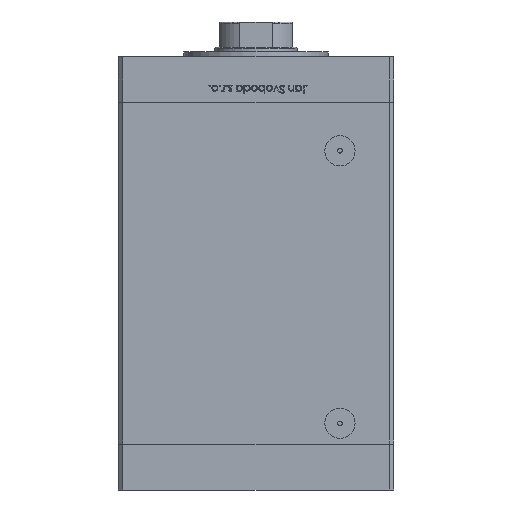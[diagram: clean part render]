
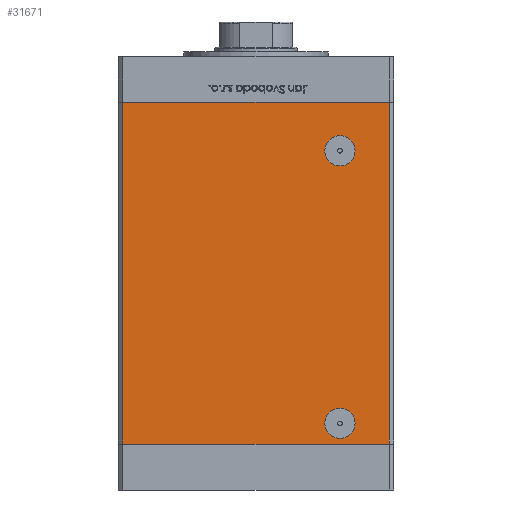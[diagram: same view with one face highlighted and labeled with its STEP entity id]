
A CAD part, front view. The second image highlights one B-rep face of the part: STEP entity #31671.
In plain terms, the highlighted planar face has unit normal (0, -1, 0).
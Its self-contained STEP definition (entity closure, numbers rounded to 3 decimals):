
#1209 = CARTESIAN_POINT ( 'NONE',  ( 36.5, -51., 134.08 ) ) ;
#2237 = LINE ( 'NONE', #14637, #51469 ) ;
#3190 = DIRECTION ( 'NONE',  ( 1., 0., 0. ) ) ;
#4186 = VERTEX_POINT ( 'NONE', #1209 ) ;
#6029 = EDGE_CURVE ( 'NONE', #12752, #4186, #36409, .T. ) ;
#7128 = CIRCLE ( 'NONE', #35761, 6.58 ) ;
#7275 = CARTESIAN_POINT ( 'NONE',  ( -58., -51., 148.5 ) ) ;
#8005 = CARTESIAN_POINT ( 'NONE',  ( 36.5, -51., 9. ) ) ;
#8037 = DIRECTION ( 'NONE',  ( 0., 0., -1. ) ) ;
#8945 = EDGE_CURVE ( 'NONE', #4186, #12752, #42346, .T. ) ;
#8991 = LINE ( 'NONE', #33237, #40577 ) ;
#9767 = VERTEX_POINT ( 'NONE', #46877 ) ;
#10421 = CARTESIAN_POINT ( 'NONE',  ( 36.5, -51., 15.58 ) ) ;
#10691 = DIRECTION ( 'NONE',  ( 0., 0., -1. ) ) ;
#12752 = VERTEX_POINT ( 'NONE', #29263 ) ;
#14115 = DIRECTION ( 'NONE',  ( 0., -1., 0. ) ) ;
#14637 = CARTESIAN_POINT ( 'NONE',  ( 58., -51., 148.5 ) ) ;
#15533 = ORIENTED_EDGE ( 'NONE', *, *, #46614, .F. ) ;
#16555 = EDGE_CURVE ( 'NONE', #9767, #40682, #27059, .T. ) ;
#16725 = DIRECTION ( 'NONE',  ( 0., 1., 0. ) ) ;
#17278 = ORIENTED_EDGE ( 'NONE', *, *, #17927, .F. ) ;
#17695 = CIRCLE ( 'NONE', #22834, 6.58 ) ;
#17927 = EDGE_CURVE ( 'NONE', #46529, #48402, #7128, .T. ) ;
#17948 = DIRECTION ( 'NONE',  ( 1., 0., 0. ) ) ;
#18038 = VECTOR ( 'NONE', #19154, 1000. ) ;
#18722 = AXIS2_PLACEMENT_3D ( 'NONE', #50482, #43103, #10691 ) ;
#19103 = CARTESIAN_POINT ( 'NONE',  ( -58., -51., 0. ) ) ;
#19154 = DIRECTION ( 'NONE',  ( 0., 0., -1. ) ) ;
#20030 = AXIS2_PLACEMENT_3D ( 'NONE', #7275, #27298, #39436 ) ;
#20529 = ORIENTED_EDGE ( 'NONE', *, *, #16555, .T. ) ;
#22834 = AXIS2_PLACEMENT_3D ( 'NONE', #37592, #14115, #33624 ) ;
#23564 = DIRECTION ( 'NONE',  ( 0., 0., -1. ) ) ;
#23988 = CARTESIAN_POINT ( 'NONE',  ( 58., -51., 148.5 ) ) ;
#24071 = DIRECTION ( 'NONE',  ( 0., 0., -1. ) ) ;
#24120 = FACE_BOUND ( 'NONE', #46659, .T. ) ;
#24617 = ORIENTED_EDGE ( 'NONE', *, *, #6029, .T. ) ;
#26349 = AXIS2_PLACEMENT_3D ( 'NONE', #32016, #16725, #8037 ) ;
#26876 = VERTEX_POINT ( 'NONE', #23988 ) ;
#27059 = LINE ( 'NONE', #43145, #18038 ) ;
#27298 = DIRECTION ( 'NONE',  ( 0., 1., 0. ) ) ;
#29029 = ORIENTED_EDGE ( 'NONE', *, *, #51903, .T. ) ;
#29263 = CARTESIAN_POINT ( 'NONE',  ( 36.5, -51., 120.92 ) ) ;
#30145 = VECTOR ( 'NONE', #3190, 1000. ) ;
#30885 = CARTESIAN_POINT ( 'NONE',  ( -58., -51., 148.5 ) ) ;
#31671 = ADVANCED_FACE ( 'NONE', ( #24120, #39961, #51545 ), #43121, .F. ) ;
#32016 = CARTESIAN_POINT ( 'NONE',  ( 36.5, -51., 127.5 ) ) ;
#32793 = EDGE_CURVE ( 'NONE', #9767, #26876, #51163, .T. ) ;
#33237 = CARTESIAN_POINT ( 'NONE',  ( -58., -51., 0. ) ) ;
#33624 = DIRECTION ( 'NONE',  ( 0., 0., -1. ) ) ;
#34286 = EDGE_LOOP ( 'NONE', ( #24617, #35962 ) ) ;
#35334 = VERTEX_POINT ( 'NONE', #45983 ) ;
#35761 = AXIS2_PLACEMENT_3D ( 'NONE', #8005, #39381, #24071 ) ;
#35962 = ORIENTED_EDGE ( 'NONE', *, *, #8945, .T. ) ;
#36409 = CIRCLE ( 'NONE', #18722, 6.58 ) ;
#37592 = CARTESIAN_POINT ( 'NONE',  ( 36.5, -51., 9. ) ) ;
#37698 = ORIENTED_EDGE ( 'NONE', *, *, #32793, .F. ) ;
#39381 = DIRECTION ( 'NONE',  ( 0., -1., 0. ) ) ;
#39436 = DIRECTION ( 'NONE',  ( 0., 0., 1. ) ) ;
#39961 = FACE_OUTER_BOUND ( 'NONE', #45606, .T. ) ;
#40577 = VECTOR ( 'NONE', #17948, 1000. ) ;
#40682 = VERTEX_POINT ( 'NONE', #19103 ) ;
#42346 = CIRCLE ( 'NONE', #26349, 6.58 ) ;
#42405 = CARTESIAN_POINT ( 'NONE',  ( 36.5, -51., 2.42 ) ) ;
#43103 = DIRECTION ( 'NONE',  ( 0., 1., 0. ) ) ;
#43121 = PLANE ( 'NONE',  #20030 ) ;
#43145 = CARTESIAN_POINT ( 'NONE',  ( -58., -51., 148.5 ) ) ;
#45606 = EDGE_LOOP ( 'NONE', ( #29029, #15533, #37698, #20529 ) ) ;
#45983 = CARTESIAN_POINT ( 'NONE',  ( 58., -51., 0. ) ) ;
#46528 = EDGE_CURVE ( 'NONE', #48402, #46529, #17695, .T. ) ;
#46529 = VERTEX_POINT ( 'NONE', #10421 ) ;
#46614 = EDGE_CURVE ( 'NONE', #26876, #35334, #2237, .T. ) ;
#46659 = EDGE_LOOP ( 'NONE', ( #46842, #17278 ) ) ;
#46842 = ORIENTED_EDGE ( 'NONE', *, *, #46528, .F. ) ;
#46877 = CARTESIAN_POINT ( 'NONE',  ( -58., -51., 148.5 ) ) ;
#48402 = VERTEX_POINT ( 'NONE', #42405 ) ;
#50482 = CARTESIAN_POINT ( 'NONE',  ( 36.5, -51., 127.5 ) ) ;
#51163 = LINE ( 'NONE', #30885, #30145 ) ;
#51469 = VECTOR ( 'NONE', #23564, 1000. ) ;
#51545 = FACE_BOUND ( 'NONE', #34286, .T. ) ;
#51903 = EDGE_CURVE ( 'NONE', #40682, #35334, #8991, .T. ) ;
